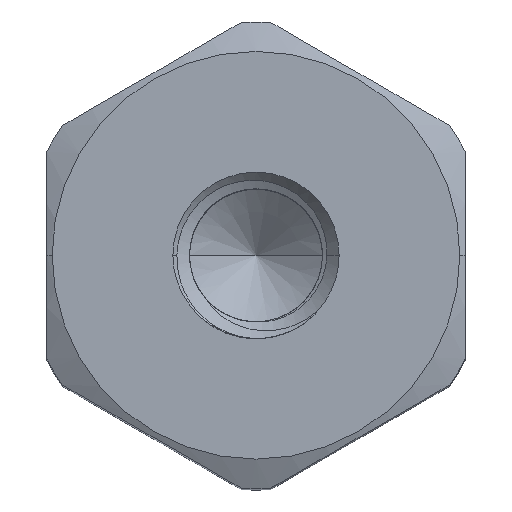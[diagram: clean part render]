
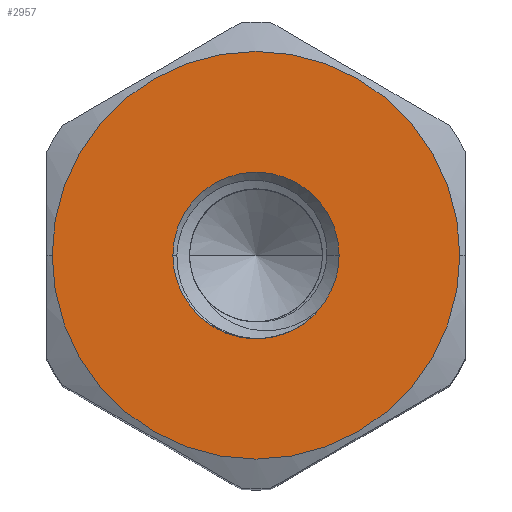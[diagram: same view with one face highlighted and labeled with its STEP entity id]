
A CAD part, top view. The second image highlights one B-rep face of the part: STEP entity #2957.
In plain terms, the highlighted planar face has unit normal (0, 0, 1).
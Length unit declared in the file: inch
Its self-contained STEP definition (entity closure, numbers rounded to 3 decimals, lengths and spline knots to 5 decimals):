
#18 = DIRECTION ( 'NONE',  ( 0., 0., 1. ) ) ;
#78 = EDGE_CURVE ( 'NONE', #4577, #445, #4877, .T. ) ;
#130 = CARTESIAN_POINT ( 'NONE',  ( 0.07167, -0.06926, 0.5 ) ) ;
#385 = AXIS2_PLACEMENT_3D ( 'NONE', #3944, #2783, #3188 ) ;
#443 = CARTESIAN_POINT ( 'NONE',  ( 0., 0., 0.5 ) ) ;
#445 = VERTEX_POINT ( 'NONE', #625 ) ;
#618 = CARTESIAN_POINT ( 'NONE',  ( 0.06592, -0.07522, 0.5 ) ) ;
#625 = CARTESIAN_POINT ( 'NONE',  ( -0.24375, 0., 0.5 ) ) ;
#632 = CARTESIAN_POINT ( 'NONE',  ( 0.01314, -0.09914, 0.5 ) ) ;
#791 = AXIS2_PLACEMENT_3D ( 'NONE', #443, #3257, #2073 ) ;
#829 = DIRECTION ( 'NONE',  ( 1., 0., 0. ) ) ;
#900 = VERTEX_POINT ( 'NONE', #4749 ) ;
#1071 = AXIS2_PLACEMENT_3D ( 'NONE', #2824, #18, #829 ) ;
#1192 = ORIENTED_EDGE ( 'NONE', *, *, #4140, .T. ) ;
#1283 = ORIENTED_EDGE ( 'NONE', *, *, #4794, .F. ) ;
#1312 = EDGE_LOOP ( 'NONE', ( #4735, #2251 ) ) ;
#1315 = CARTESIAN_POINT ( 'NONE',  ( -0.00509, -0.09924, 0.5 ) ) ;
#1349 = CARTESIAN_POINT ( 'NONE',  ( 0., 0., 0.5 ) ) ;
#1364 = ORIENTED_EDGE ( 'NONE', *, *, #1967, .F. ) ;
#1644 = CIRCLE ( 'NONE', #385, 0.09937 ) ;
#1649 = CARTESIAN_POINT ( 'NONE',  ( -0.00509, -0.09924, 0.5 ) ) ;
#1756 = VERTEX_POINT ( 'NONE', #2642 ) ;
#1831 = B_SPLINE_CURVE_WITH_KNOTS ( 'NONE', 3,
 ( #3464, #3095, #632, #2668, #3917, #3026, #3076, #3484, #618, #3042 ),
 .UNSPECIFIED., .F., .F.,
 ( 4, 2, 2, 2, 4 ),
 ( 0., 0.0005, 0.001, 0.0015, 0.002 ),
 .UNSPECIFIED. ) ;
#1911 = DIRECTION ( 'NONE',  ( 0., 0., 1. ) ) ;
#1938 = VERTEX_POINT ( 'NONE', #3247 ) ;
#1967 = EDGE_CURVE ( 'NONE', #4267, #4197, #4218, .T. ) ;
#2031 = PLANE ( 'NONE',  #1071 ) ;
#2073 = DIRECTION ( 'NONE',  ( 1., 0., 0. ) ) ;
#2097 = FACE_BOUND ( 'NONE', #3490, .T. ) ;
#2147 = DIRECTION ( 'NONE',  ( 0., 0., 1. ) ) ;
#2250 = B_SPLINE_CURVE_WITH_KNOTS ( 'NONE', 3,
 ( #3729, #130, #3335, #4162 ),
 .UNSPECIFIED., .F., .F.,
 ( 4, 4 ),
 ( 0., 0.00013 ),
 .UNSPECIFIED. ) ;
#2251 = ORIENTED_EDGE ( 'NONE', *, *, #78, .T. ) ;
#2278 = CIRCLE ( 'NONE', #3083, 0.09937 ) ;
#2401 = CARTESIAN_POINT ( 'NONE',  ( 0.24375, 0., 0.5 ) ) ;
#2422 = EDGE_CURVE ( 'NONE', #1938, #1756, #2278, .T. ) ;
#2442 = EDGE_CURVE ( 'NONE', #445, #4577, #3602, .T. ) ;
#2539 = EDGE_CURVE ( 'NONE', #4197, #4266, #1831, .T. ) ;
#2642 = CARTESIAN_POINT ( 'NONE',  ( 0.09937, 0., 0.5 ) ) ;
#2668 = CARTESIAN_POINT ( 'NONE',  ( 0.02589, -0.0966, 0.5 ) ) ;
#2774 = CARTESIAN_POINT ( 'NONE',  ( 0., 0., 0.5 ) ) ;
#2783 = DIRECTION ( 'NONE',  ( 0., 0., -1. ) ) ;
#2792 = ORIENTED_EDGE ( 'NONE', *, *, #2539, .F. ) ;
#2824 = CARTESIAN_POINT ( 'NONE',  ( 0., 0., 0.5 ) ) ;
#2957 = ADVANCED_FACE ( 'NONE', ( #2097, #4117 ), #2031, .T. ) ;
#3006 = ORIENTED_EDGE ( 'NONE', *, *, #2422, .T. ) ;
#3026 = CARTESIAN_POINT ( 'NONE',  ( 0.04426, -0.08969, 0.5 ) ) ;
#3042 = CARTESIAN_POINT ( 'NONE',  ( 0.07057, -0.07057, 0.5 ) ) ;
#3076 = CARTESIAN_POINT ( 'NONE',  ( 0.05001, -0.08661, 0.5 ) ) ;
#3083 = AXIS2_PLACEMENT_3D ( 'NONE', #4633, #4164, #5023 ) ;
#3095 = CARTESIAN_POINT ( 'NONE',  ( 0.00658, -0.0998, 0.5 ) ) ;
#3188 = DIRECTION ( 'NONE',  ( 1., 0., 0. ) ) ;
#3247 = CARTESIAN_POINT ( 'NONE',  ( -0.09937, 0., 0.5 ) ) ;
#3257 = DIRECTION ( 'NONE',  ( 0., 0., -1. ) ) ;
#3335 = CARTESIAN_POINT ( 'NONE',  ( 0.07274, -0.06793, 0.5 ) ) ;
#3389 = AXIS2_PLACEMENT_3D ( 'NONE', #2774, #1911, #5131 ) ;
#3464 = CARTESIAN_POINT ( 'NONE',  ( 0., -0.0998, 0.5 ) ) ;
#3484 = CARTESIAN_POINT ( 'NONE',  ( 0.06082, -0.07939, 0.5 ) ) ;
#3490 = EDGE_LOOP ( 'NONE', ( #1364, #3690, #3006, #1192, #1283, #2792 ) ) ;
#3602 = CIRCLE ( 'NONE', #5191, 0.24375 ) ;
#3653 = CARTESIAN_POINT ( 'NONE',  ( 0., -0.0998, 0.5 ) ) ;
#3690 = ORIENTED_EDGE ( 'NONE', *, *, #4495, .T. ) ;
#3729 = CARTESIAN_POINT ( 'NONE',  ( 0.07057, -0.07057, 0.5 ) ) ;
#3917 = CARTESIAN_POINT ( 'NONE',  ( 0.03212, -0.09472, 0.5 ) ) ;
#3944 = CARTESIAN_POINT ( 'NONE',  ( 0., 0., 0.5 ) ) ;
#4004 = CARTESIAN_POINT ( 'NONE',  ( -0.0034, -0.09947, 0.5 ) ) ;
#4036 = CARTESIAN_POINT ( 'NONE',  ( -0.00171, -0.09966, 0.5 ) ) ;
#4117 = FACE_OUTER_BOUND ( 'NONE', #1312, .T. ) ;
#4133 = CARTESIAN_POINT ( 'NONE',  ( 0.07057, -0.07057, 0.5 ) ) ;
#4140 = EDGE_CURVE ( 'NONE', #1756, #900, #4918, .T. ) ;
#4162 = CARTESIAN_POINT ( 'NONE',  ( 0.07377, -0.06658, 0.5 ) ) ;
#4164 = DIRECTION ( 'NONE',  ( 0., 0., -1. ) ) ;
#4197 = VERTEX_POINT ( 'NONE', #3653 ) ;
#4218 = B_SPLINE_CURVE_WITH_KNOTS ( 'NONE', 3,
 ( #1649, #4004, #4036, #4855 ),
 .UNSPECIFIED., .F., .F.,
 ( 4, 4 ),
 ( 0.00564, 0.00577 ),
 .UNSPECIFIED. ) ;
#4266 = VERTEX_POINT ( 'NONE', #4133 ) ;
#4267 = VERTEX_POINT ( 'NONE', #1315 ) ;
#4495 = EDGE_CURVE ( 'NONE', #4267, #1938, #1644, .T. ) ;
#4577 = VERTEX_POINT ( 'NONE', #2401 ) ;
#4633 = CARTESIAN_POINT ( 'NONE',  ( 0., 0., 0.5 ) ) ;
#4735 = ORIENTED_EDGE ( 'NONE', *, *, #2442, .T. ) ;
#4749 = CARTESIAN_POINT ( 'NONE',  ( 0.07377, -0.06658, 0.5 ) ) ;
#4794 = EDGE_CURVE ( 'NONE', #4266, #900, #2250, .T. ) ;
#4855 = CARTESIAN_POINT ( 'NONE',  ( 0., -0.0998, 0.5 ) ) ;
#4877 = CIRCLE ( 'NONE', #3389, 0.24375 ) ;
#4918 = CIRCLE ( 'NONE', #791, 0.09937 ) ;
#4984 = DIRECTION ( 'NONE',  ( 1., 0., 0. ) ) ;
#5023 = DIRECTION ( 'NONE',  ( 1., 0., 0. ) ) ;
#5131 = DIRECTION ( 'NONE',  ( 1., 0., 0. ) ) ;
#5191 = AXIS2_PLACEMENT_3D ( 'NONE', #1349, #2147, #4984 ) ;
